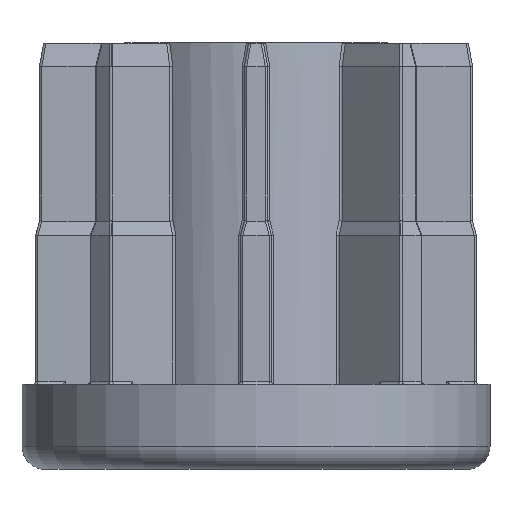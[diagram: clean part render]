
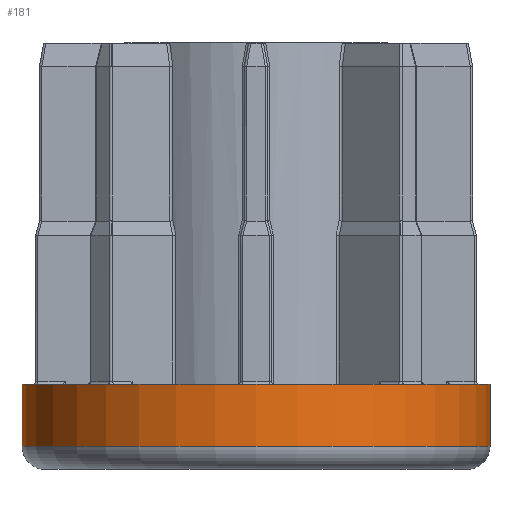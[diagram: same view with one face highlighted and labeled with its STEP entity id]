
A CAD part, front view. The second image highlights one B-rep face of the part: STEP entity #181.
In plain terms, the highlighted cylindrical face has radius 30.15 mm (diameter 60.3 mm), a partial arc.
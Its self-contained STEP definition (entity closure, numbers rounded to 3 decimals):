
#181 = ADVANCED_FACE ( 'NONE', ( #1843 ), #1814, .T. ) ;
#283 = EDGE_CURVE ( 'NONE', #12309, #9063, #1384, .T. ) ;
#761 = LINE ( 'NONE', #12229, #2904 ) ;
#1257 = CARTESIAN_POINT ( 'NONE',  ( 30.15, 0., 11. ) ) ;
#1310 = VECTOR ( 'NONE', #3194, 1000. ) ;
#1384 = LINE ( 'NONE', #1257, #1310 ) ;
#1814 = CYLINDRICAL_SURFACE ( 'NONE', #7481, 30.15 ) ;
#1824 = VERTEX_POINT ( 'NONE', #3844 ) ;
#1843 = FACE_OUTER_BOUND ( 'NONE', #8614, .T. ) ;
#2691 = CARTESIAN_POINT ( 'NONE',  ( -30.15, 0., 11. ) ) ;
#2904 = VECTOR ( 'NONE', #3038, 1000. ) ;
#3038 = DIRECTION ( 'NONE',  ( 0., 0., -1. ) ) ;
#3194 = DIRECTION ( 'NONE',  ( 0., 0., -1. ) ) ;
#3397 = DIRECTION ( 'NONE',  ( 0., 0., 1. ) ) ;
#3464 = EDGE_CURVE ( 'NONE', #1824, #9063, #10519, .T. ) ;
#3523 = CIRCLE ( 'NONE', #6039, 30.15 ) ;
#3844 = CARTESIAN_POINT ( 'NONE',  ( -30.15, 0., 3. ) ) ;
#3877 = VERTEX_POINT ( 'NONE', #2691 ) ;
#4253 = CARTESIAN_POINT ( 'NONE',  ( 0., 0., 3. ) ) ;
#4802 = CARTESIAN_POINT ( 'NONE',  ( 30.15, 0., 11. ) ) ;
#5318 = DIRECTION ( 'NONE',  ( 1., 0., 0. ) ) ;
#6039 = AXIS2_PLACEMENT_3D ( 'NONE', #9588, #3397, #10592 ) ;
#6210 = ORIENTED_EDGE ( 'NONE', *, *, #283, .F. ) ;
#6266 = EDGE_CURVE ( 'NONE', #3877, #12309, #3523, .T. ) ;
#6349 = ORIENTED_EDGE ( 'NONE', *, *, #6266, .F. ) ;
#6713 = ORIENTED_EDGE ( 'NONE', *, *, #12755, .T. ) ;
#6736 = CARTESIAN_POINT ( 'NONE',  ( 30.15, 0., 3. ) ) ;
#6970 = ORIENTED_EDGE ( 'NONE', *, *, #3464, .T. ) ;
#7481 = AXIS2_PLACEMENT_3D ( 'NONE', #9143, #9264, #9111 ) ;
#8614 = EDGE_LOOP ( 'NONE', ( #6210, #6349, #6713, #6970 ) ) ;
#9063 = VERTEX_POINT ( 'NONE', #6736 ) ;
#9111 = DIRECTION ( 'NONE',  ( -1., 0., 0. ) ) ;
#9143 = CARTESIAN_POINT ( 'NONE',  ( 0., 0., 11. ) ) ;
#9264 = DIRECTION ( 'NONE',  ( 0., 0., -1. ) ) ;
#9588 = CARTESIAN_POINT ( 'NONE',  ( 0., 0., 11. ) ) ;
#10148 = AXIS2_PLACEMENT_3D ( 'NONE', #4253, #11432, #5318 ) ;
#10519 = CIRCLE ( 'NONE', #10148, 30.15 ) ;
#10592 = DIRECTION ( 'NONE',  ( 1., 0., 0. ) ) ;
#11432 = DIRECTION ( 'NONE',  ( 0., 0., 1. ) ) ;
#12229 = CARTESIAN_POINT ( 'NONE',  ( -30.15, 0., 11. ) ) ;
#12309 = VERTEX_POINT ( 'NONE', #4802 ) ;
#12755 = EDGE_CURVE ( 'NONE', #3877, #1824, #761, .T. ) ;
